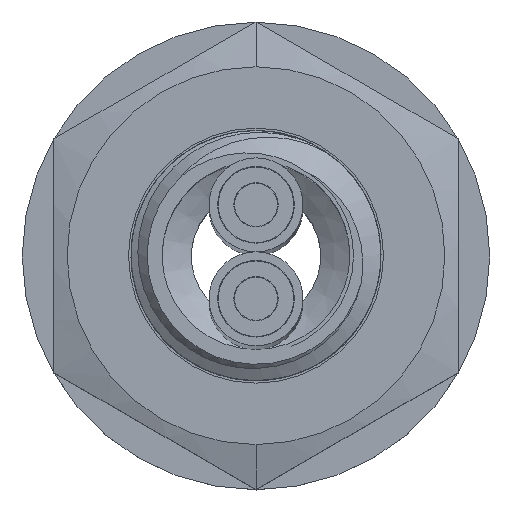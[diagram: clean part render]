
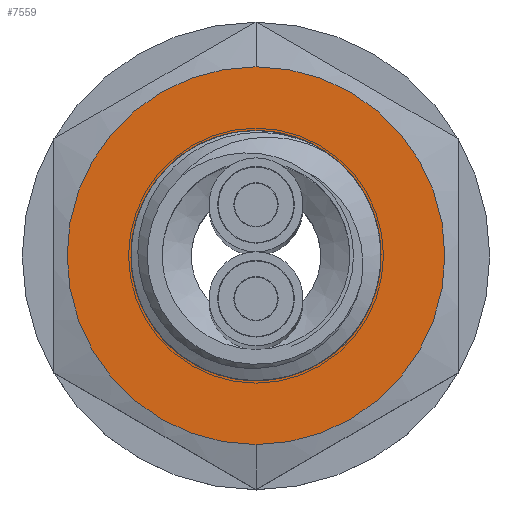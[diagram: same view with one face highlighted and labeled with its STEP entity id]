
A CAD part, top view. The second image highlights one B-rep face of the part: STEP entity #7559.
In plain terms, the highlighted planar face has unit normal (0, 0, 1).
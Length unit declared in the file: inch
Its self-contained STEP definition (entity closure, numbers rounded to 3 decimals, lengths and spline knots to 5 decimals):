
#7254=CARTESIAN_POINT('',(0.,0.,0.0625));
#7255=DIRECTION('',(0.,0.,1.));
#7256=DIRECTION('',(-1.,0.,0.));
#7257=AXIS2_PLACEMENT_3D('',#7254,#7255,#7256);
#7259=CARTESIAN_POINT('',(0.,0.,0.0625));
#7260=DIRECTION('',(0.,0.,1.));
#7261=DIRECTION('',(1.,0.,0.));
#7262=AXIS2_PLACEMENT_3D('',#7259,#7260,#7261);
#7264=CARTESIAN_POINT('',(0.,0.,0.0625));
#7265=DIRECTION('',(0.,0.,-1.));
#7266=DIRECTION('',(0.,1.,0.));
#7267=AXIS2_PLACEMENT_3D('',#7264,#7265,#7266);
#7269=CARTESIAN_POINT('',(0.,0.,0.0625));
#7270=DIRECTION('',(0.,0.,-1.));
#7271=DIRECTION('',(0.,-1.,0.));
#7272=AXIS2_PLACEMENT_3D('',#7269,#7270,#7271);
#7474=CARTESIAN_POINT('',(-0.1035,0.,0.0625));
#7475=CARTESIAN_POINT('',(0.1035,0.,0.0625));
#7476=VERTEX_POINT('',#7474);
#7477=VERTEX_POINT('',#7475);
#7482=CARTESIAN_POINT('',(0.,0.175,0.0625));
#7483=CARTESIAN_POINT('',(0.,-0.175,0.0625));
#7484=VERTEX_POINT('',#7482);
#7485=VERTEX_POINT('',#7483);
#7544=CARTESIAN_POINT('',(0.,0.,0.0625));
#7545=DIRECTION('',(0.,0.,1.));
#7546=DIRECTION('',(1.,0.,0.));
#7547=AXIS2_PLACEMENT_3D('',#7544,#7545,#7546);
#7548=PLANE('',#7547);
#7550=ORIENTED_EDGE('',*,*,#7549,.T.);
#7552=ORIENTED_EDGE('',*,*,#7551,.T.);
#7553=EDGE_LOOP('',(#7550,#7552));
#7554=FACE_OUTER_BOUND('',#7553,.F.);
#7555=ORIENTED_EDGE('',*,*,#7524,.T.);
#7556=ORIENTED_EDGE('',*,*,#7538,.T.);
#7557=EDGE_LOOP('',(#7555,#7556));
#7558=FACE_BOUND('',#7557,.F.);
#7559=ADVANCED_FACE('',(#7554,#7558),#7548,.T.);
#7258=CIRCLE('',#7257,0.1035);
#7263=CIRCLE('',#7262,0.1035);
#7268=CIRCLE('',#7267,0.175);
#7273=CIRCLE('',#7272,0.175);
#7524=EDGE_CURVE('',#7476,#7477,#7258,.T.);
#7538=EDGE_CURVE('',#7477,#7476,#7263,.T.);
#7549=EDGE_CURVE('',#7484,#7485,#7268,.T.);
#7551=EDGE_CURVE('',#7485,#7484,#7273,.T.);
